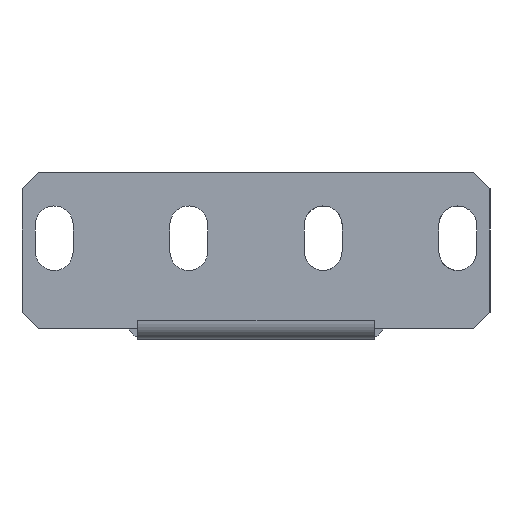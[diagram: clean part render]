
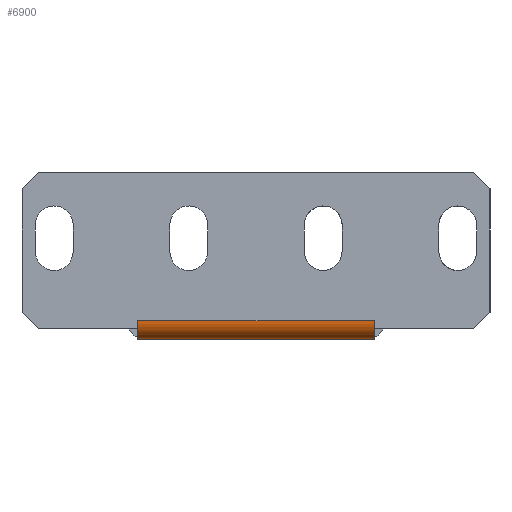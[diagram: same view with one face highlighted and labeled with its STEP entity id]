
A CAD part, left-side view. The second image highlights one B-rep face of the part: STEP entity #6900.
In plain terms, the highlighted cylindrical face has radius 3.5 mm (diameter 7 mm), a partial arc.
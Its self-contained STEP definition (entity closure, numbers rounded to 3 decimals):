
#182=CARTESIAN_POINT('Vertex',(-345.75,-22.,0.)) ;
#185=CARTESIAN_POINT('Line Origine',(-345.75,0.,0.)) ;
#189=CARTESIAN_POINT('Vertex',(-345.75,22.,0.)) ;
#6864=CARTESIAN_POINT('Axis2P3D Location',(-345.75,0.,3.5)) ;
#6870=CARTESIAN_POINT('Control Point',(-349.25,-22.,3.5)) ;
#6871=CARTESIAN_POINT('Control Point',(-349.25,-22.,2.401)) ;
#6872=CARTESIAN_POINT('Control Point',(-348.819,-22.,1.3)) ;
#6873=CARTESIAN_POINT('Control Point',(-347.951,-22.,0.431)) ;
#6874=CARTESIAN_POINT('Control Point',(-346.849,-22.,0.)) ;
#6875=CARTESIAN_POINT('Control Point',(-345.75,-22.,0.)) ;
#6876=CARTESIAN_POINT('Vertex',(-349.25,-22.,3.5)) ;
#6879=CARTESIAN_POINT('Line Origine',(-349.25,0.,3.5)) ;
#6883=CARTESIAN_POINT('Vertex',(-349.25,22.,3.5)) ;
#6887=CARTESIAN_POINT('Control Point',(-349.25,22.,3.5)) ;
#6888=CARTESIAN_POINT('Control Point',(-349.25,22.,2.401)) ;
#6889=CARTESIAN_POINT('Control Point',(-348.819,22.,1.3)) ;
#6890=CARTESIAN_POINT('Control Point',(-347.951,22.,0.431)) ;
#6891=CARTESIAN_POINT('Control Point',(-346.849,22.,0.)) ;
#6892=CARTESIAN_POINT('Control Point',(-345.75,22.,0.)) ;
#186=DIRECTION('Vector Direction',(0.,1.,0.)) ;
#6865=DIRECTION('Axis2P3D Direction',(0.,1.,0.)) ;
#6866=DIRECTION('Axis2P3D XDirection',(0.,0.,-1.)) ;
#6880=DIRECTION('Vector Direction',(0.,1.,0.)) ;
#6867=AXIS2_PLACEMENT_3D('Cylinder Axis2P3D',#6864,#6865,#6866) ;
#6895=ORIENTED_EDGE('',*,*,#191,.F.) ;
#6896=ORIENTED_EDGE('',*,*,#6878,.F.) ;
#6897=ORIENTED_EDGE('',*,*,#6885,.T.) ;
#6898=ORIENTED_EDGE('',*,*,#6893,.T.) ;
#187=VECTOR('Line Direction',#186,1.) ;
#6881=VECTOR('Line Direction',#6880,1.) ;
#6900=ADVANCED_FACE('PartBody',(#6899),#6868,.T.) ;
#6869=B_SPLINE_CURVE_WITH_KNOTS('',5,(#6870,#6871,#6872,#6873,#6874,#6875),.UNSPECIFIED.,.F.,.U.,(6,6),(0.,7.775),.UNSPECIFIED.) ;
#6886=B_SPLINE_CURVE_WITH_KNOTS('',5,(#6887,#6888,#6889,#6890,#6891,#6892),.UNSPECIFIED.,.F.,.U.,(6,6),(0.,7.775),.UNSPECIFIED.) ;
#6868=CYLINDRICAL_SURFACE('generated cylinder',#6867,3.5) ;
#191=EDGE_CURVE('',#183,#190,#188,.T.) ;
#6878=EDGE_CURVE('',#6877,#183,#6869,.T.) ;
#6885=EDGE_CURVE('',#6877,#6884,#6882,.T.) ;
#6893=EDGE_CURVE('',#6884,#190,#6886,.T.) ;
#6894=EDGE_LOOP('',(#6895,#6896,#6897,#6898)) ;
#6899=FACE_OUTER_BOUND('',#6894,.T.) ;
#188=LINE('Line',#185,#187) ;
#6882=LINE('Line',#6879,#6881) ;
#183=VERTEX_POINT('',#182) ;
#190=VERTEX_POINT('',#189) ;
#6877=VERTEX_POINT('',#6876) ;
#6884=VERTEX_POINT('',#6883) ;
